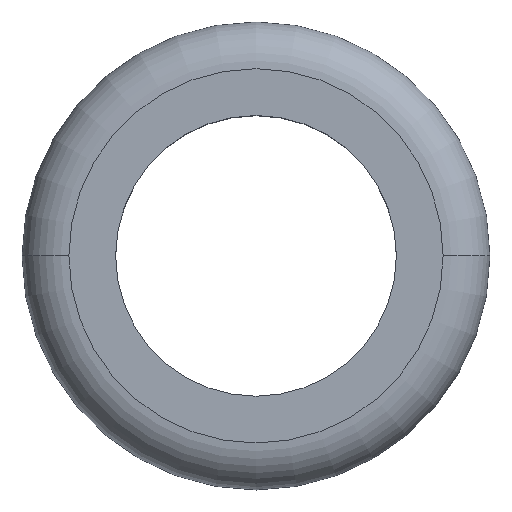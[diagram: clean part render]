
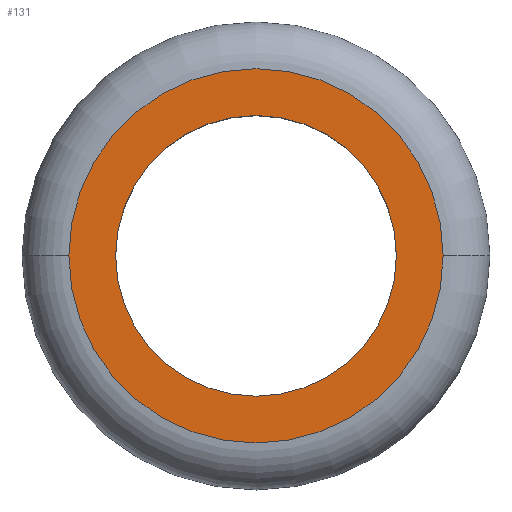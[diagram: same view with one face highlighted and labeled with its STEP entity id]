
A CAD part, top view. The second image highlights one B-rep face of the part: STEP entity #131.
In plain terms, the highlighted planar face has unit normal (0, 0, 1).
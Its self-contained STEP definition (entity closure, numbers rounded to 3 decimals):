
#2 = VERTEX_POINT ( 'NONE', #94 ) ;
#30 = CARTESIAN_POINT ( 'NONE',  ( 109.147, 0., 144.092 ) ) ;
#47 = EDGE_CURVE ( 'NONE', #153, #88, #449, .T. ) ;
#60 = EDGE_CURVE ( 'NONE', #2, #329, #406, .T. ) ;
#62 = CARTESIAN_POINT ( 'NONE',  ( 103.147, 0., 144.092 ) ) ;
#81 = ORIENTED_EDGE ( 'NONE', *, *, #60, .T. ) ;
#86 = ORIENTED_EDGE ( 'NONE', *, *, #418, .T. ) ;
#88 = VERTEX_POINT ( 'NONE', #239 ) ;
#94 = CARTESIAN_POINT ( 'NONE',  ( 97.147, 0., 144.092 ) ) ;
#96 = EDGE_LOOP ( 'NONE', ( #196, #225 ) ) ;
#103 = FACE_BOUND ( 'NONE', #460, .T. ) ;
#108 = DIRECTION ( 'NONE',  ( -1., 0., 0. ) ) ;
#131 = ADVANCED_FACE ( 'NONE', ( #211, #103 ), #391, .F. ) ;
#141 = CARTESIAN_POINT ( 'NONE',  ( 103.147, 0., 144.092 ) ) ;
#146 = AXIS2_PLACEMENT_3D ( 'NONE', #141, #355, #108 ) ;
#153 = VERTEX_POINT ( 'NONE', #399 ) ;
#168 = DIRECTION ( 'NONE',  ( 0., 0., -1. ) ) ;
#196 = ORIENTED_EDGE ( 'NONE', *, *, #47, .F. ) ;
#201 = AXIS2_PLACEMENT_3D ( 'NONE', #62, #168, #468 ) ;
#210 = DIRECTION ( 'NONE',  ( -1., 0., 0. ) ) ;
#211 = FACE_OUTER_BOUND ( 'NONE', #96, .T. ) ;
#219 = DIRECTION ( 'NONE',  ( 0., 0., -1. ) ) ;
#225 = ORIENTED_EDGE ( 'NONE', *, *, #464, .F. ) ;
#239 = CARTESIAN_POINT ( 'NONE',  ( 111.147, 0., 144.092 ) ) ;
#249 = DIRECTION ( 'NONE',  ( -1., 0., 0. ) ) ;
#287 = DIRECTION ( 'NONE',  ( 0., 0., -1. ) ) ;
#312 = CARTESIAN_POINT ( 'NONE',  ( 109.147, 0., 144.092 ) ) ;
#320 = AXIS2_PLACEMENT_3D ( 'NONE', #361, #287, #249 ) ;
#325 = CARTESIAN_POINT ( 'NONE',  ( 103.147, 0., 144.092 ) ) ;
#327 = AXIS2_PLACEMENT_3D ( 'NONE', #312, #469, #210 ) ;
#329 = VERTEX_POINT ( 'NONE', #30 ) ;
#339 = CIRCLE ( 'NONE', #201, 6. ) ;
#355 = DIRECTION ( 'NONE',  ( 0., 0., -1. ) ) ;
#361 = CARTESIAN_POINT ( 'NONE',  ( 103.147, 0., 144.092 ) ) ;
#391 = PLANE ( 'NONE',  #327 ) ;
#399 = CARTESIAN_POINT ( 'NONE',  ( 95.147, 0., 144.092 ) ) ;
#402 = DIRECTION ( 'NONE',  ( -1., 0., 0. ) ) ;
#406 = CIRCLE ( 'NONE', #146, 6. ) ;
#418 = EDGE_CURVE ( 'NONE', #329, #2, #339, .T. ) ;
#422 = CIRCLE ( 'NONE', #320, 8. ) ;
#449 = CIRCLE ( 'NONE', #452, 8. ) ;
#452 = AXIS2_PLACEMENT_3D ( 'NONE', #325, #219, #402 ) ;
#460 = EDGE_LOOP ( 'NONE', ( #81, #86 ) ) ;
#464 = EDGE_CURVE ( 'NONE', #88, #153, #422, .T. ) ;
#468 = DIRECTION ( 'NONE',  ( -1., 0., 0. ) ) ;
#469 = DIRECTION ( 'NONE',  ( 0., 0., -1. ) ) ;
